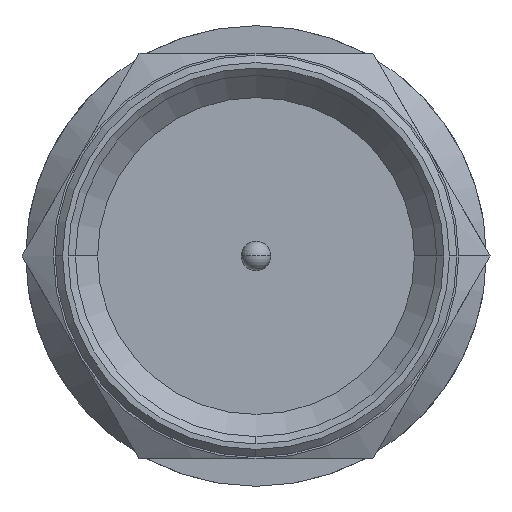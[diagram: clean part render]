
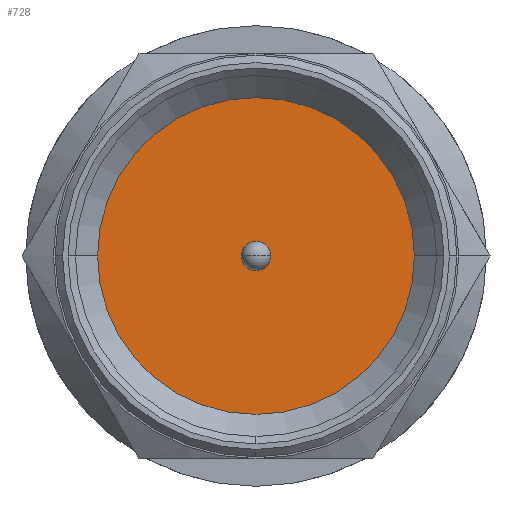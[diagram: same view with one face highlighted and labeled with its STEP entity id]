
A CAD part, left-side view. The second image highlights one B-rep face of the part: STEP entity #728.
In plain terms, the highlighted planar face has unit normal (-1, 0, 0).
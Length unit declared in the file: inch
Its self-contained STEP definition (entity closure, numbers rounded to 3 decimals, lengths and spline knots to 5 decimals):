
#188 = VERTEX_POINT ( 'NONE', #3068 ) ;
#276 = EDGE_CURVE ( 'NONE', #3712, #2438, #1452, .T. ) ;
#424 = CARTESIAN_POINT ( 'NONE',  ( 0.24803, 0., 0. ) ) ;
#450 = EDGE_LOOP ( 'NONE', ( #2119, #2204 ) ) ;
#485 = DIRECTION ( 'NONE',  ( -1., 0., 0. ) ) ;
#728 = ADVANCED_FACE ( 'NONE', ( #861, #3127 ), #3423, .T. ) ;
#797 = CIRCLE ( 'NONE', #1651, 0.18701 ) ;
#861 = FACE_BOUND ( 'NONE', #2849, .T. ) ;
#923 = CIRCLE ( 'NONE', #2688, 0.01575 ) ;
#947 = CIRCLE ( 'NONE', #3676, 0.18701 ) ;
#958 = EDGE_CURVE ( 'NONE', #188, #991, #797, .T. ) ;
#991 = VERTEX_POINT ( 'NONE', #2729 ) ;
#995 = EDGE_CURVE ( 'NONE', #2438, #3712, #923, .T. ) ;
#1291 = CARTESIAN_POINT ( 'NONE',  ( 0.24803, 0., 0. ) ) ;
#1292 = CARTESIAN_POINT ( 'NONE',  ( 0.24803, 0., 0. ) ) ;
#1394 = CARTESIAN_POINT ( 'NONE',  ( 0.24803, 0., 0. ) ) ;
#1452 = CIRCLE ( 'NONE', #2236, 0.01575 ) ;
#1651 = AXIS2_PLACEMENT_3D ( 'NONE', #1292, #2207, #2462 ) ;
#1798 = ORIENTED_EDGE ( 'NONE', *, *, #276, .F. ) ;
#1867 = DIRECTION ( 'NONE',  ( -1., 0., 0. ) ) ;
#2119 = ORIENTED_EDGE ( 'NONE', *, *, #3537, .T. ) ;
#2204 = ORIENTED_EDGE ( 'NONE', *, *, #958, .F. ) ;
#2207 = DIRECTION ( 'NONE',  ( 1., 0., 0. ) ) ;
#2236 = AXIS2_PLACEMENT_3D ( 'NONE', #3642, #2288, #3466 ) ;
#2288 = DIRECTION ( 'NONE',  ( -1., 0., 0. ) ) ;
#2438 = VERTEX_POINT ( 'NONE', #3527 ) ;
#2462 = DIRECTION ( 'NONE',  ( 0., 1., 0. ) ) ;
#2604 = ORIENTED_EDGE ( 'NONE', *, *, #995, .F. ) ;
#2688 = AXIS2_PLACEMENT_3D ( 'NONE', #424, #3575, #3051 ) ;
#2701 = CARTESIAN_POINT ( 'NONE',  ( 0.24803, 0.01575, 0. ) ) ;
#2729 = CARTESIAN_POINT ( 'NONE',  ( 0.24803, -0.18701, 0. ) ) ;
#2849 = EDGE_LOOP ( 'NONE', ( #2604, #1798 ) ) ;
#3032 = DIRECTION ( 'NONE',  ( 0., 1., 0. ) ) ;
#3051 = DIRECTION ( 'NONE',  ( 0., -1., 0. ) ) ;
#3068 = CARTESIAN_POINT ( 'NONE',  ( 0.24803, 0.18701, 0. ) ) ;
#3127 = FACE_OUTER_BOUND ( 'NONE', #450, .T. ) ;
#3344 = AXIS2_PLACEMENT_3D ( 'NONE', #1394, #485, #3768 ) ;
#3423 = PLANE ( 'NONE',  #3344 ) ;
#3466 = DIRECTION ( 'NONE',  ( 0., 1., 0. ) ) ;
#3527 = CARTESIAN_POINT ( 'NONE',  ( 0.24803, -0.01575, 0. ) ) ;
#3537 = EDGE_CURVE ( 'NONE', #188, #991, #947, .T. ) ;
#3575 = DIRECTION ( 'NONE',  ( -1., 0., 0. ) ) ;
#3642 = CARTESIAN_POINT ( 'NONE',  ( 0.24803, 0., 0. ) ) ;
#3676 = AXIS2_PLACEMENT_3D ( 'NONE', #1291, #1867, #3032 ) ;
#3712 = VERTEX_POINT ( 'NONE', #2701 ) ;
#3768 = DIRECTION ( 'NONE',  ( 0., 0., 1. ) ) ;
